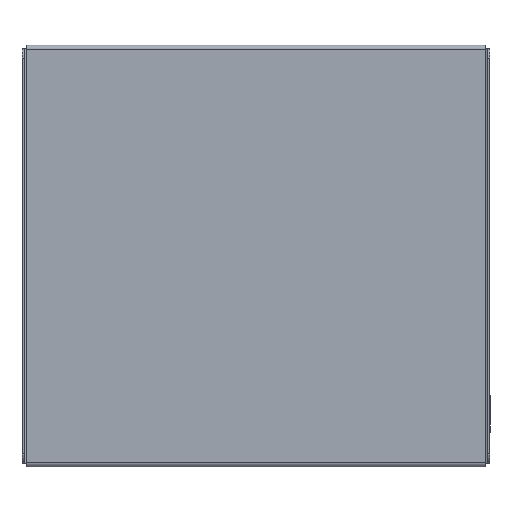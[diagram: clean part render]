
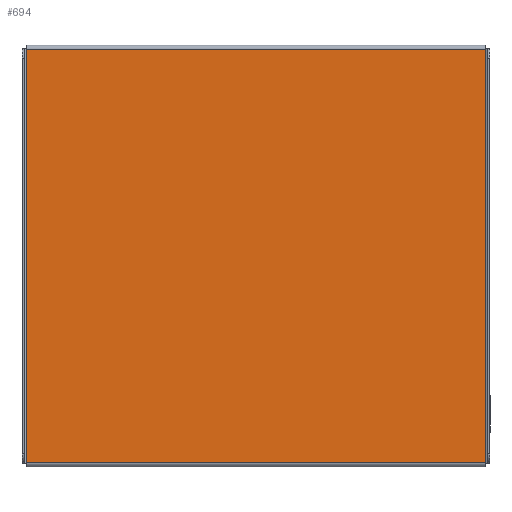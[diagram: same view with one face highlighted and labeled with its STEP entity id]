
A CAD part, front view. The second image highlights one B-rep face of the part: STEP entity #694.
In plain terms, the highlighted planar face has unit normal (0, -1, 0).
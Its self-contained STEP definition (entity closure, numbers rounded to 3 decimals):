
#6 = EDGE_LOOP ( 'NONE', ( #76, #1186, #2548, #805 ) ) ;
#76 = ORIENTED_EDGE ( 'NONE', *, *, #133, .T. ) ;
#133 = EDGE_CURVE ( 'NONE', #840, #2470, #405, .T. ) ;
#350 = EDGE_CURVE ( 'NONE', #2141, #1668, #2102, .T. ) ;
#405 = LINE ( 'NONE', #576, #771 ) ;
#438 = FACE_OUTER_BOUND ( 'NONE', #6, .T. ) ;
#576 = CARTESIAN_POINT ( 'NONE',  ( -119.8, -1.2, -107.8 ) ) ;
#649 = CARTESIAN_POINT ( 'NONE',  ( 119.8, -1.2, 107.8 ) ) ;
#674 = CARTESIAN_POINT ( 'NONE',  ( -119.8, -1.2, 107.8 ) ) ;
#694 = ADVANCED_FACE ( 'NONE', ( #438 ), #990, .F. ) ;
#703 = EDGE_CURVE ( 'NONE', #2141, #2470, #1027, .T. ) ;
#771 = VECTOR ( 'NONE', #964, 1000. ) ;
#805 = ORIENTED_EDGE ( 'NONE', *, *, #2105, .F. ) ;
#840 = VERTEX_POINT ( 'NONE', #1217 ) ;
#964 = DIRECTION ( 'NONE',  ( 1., 0., 0. ) ) ;
#990 = PLANE ( 'NONE',  #1541 ) ;
#1027 = LINE ( 'NONE', #1352, #1480 ) ;
#1050 = VECTOR ( 'NONE', #1636, 1000. ) ;
#1186 = ORIENTED_EDGE ( 'NONE', *, *, #703, .F. ) ;
#1217 = CARTESIAN_POINT ( 'NONE',  ( -119.8, -1.2, -107.8 ) ) ;
#1313 = LINE ( 'NONE', #2194, #1530 ) ;
#1352 = CARTESIAN_POINT ( 'NONE',  ( 119.8, -1.2, 108. ) ) ;
#1480 = VECTOR ( 'NONE', #1547, 1000. ) ;
#1530 = VECTOR ( 'NONE', #2185, 1000. ) ;
#1541 = AXIS2_PLACEMENT_3D ( 'NONE', #1960, #1953, #2183 ) ;
#1547 = DIRECTION ( 'NONE',  ( 0., 0., -1. ) ) ;
#1636 = DIRECTION ( 'NONE',  ( -1., 0., 0. ) ) ;
#1668 = VERTEX_POINT ( 'NONE', #674 ) ;
#1802 = CARTESIAN_POINT ( 'NONE',  ( 119.8, -1.2, 107.8 ) ) ;
#1953 = DIRECTION ( 'NONE',  ( 0., 1., 0. ) ) ;
#1960 = CARTESIAN_POINT ( 'NONE',  ( 0., -1.2, 0. ) ) ;
#2102 = LINE ( 'NONE', #649, #1050 ) ;
#2105 = EDGE_CURVE ( 'NONE', #840, #1668, #1313, .T. ) ;
#2141 = VERTEX_POINT ( 'NONE', #1802 ) ;
#2183 = DIRECTION ( 'NONE',  ( 0., 0., 1. ) ) ;
#2185 = DIRECTION ( 'NONE',  ( 0., 0., 1. ) ) ;
#2194 = CARTESIAN_POINT ( 'NONE',  ( -119.8, -1.2, -108. ) ) ;
#2470 = VERTEX_POINT ( 'NONE', #2494 ) ;
#2494 = CARTESIAN_POINT ( 'NONE',  ( 119.8, -1.2, -107.8 ) ) ;
#2548 = ORIENTED_EDGE ( 'NONE', *, *, #350, .T. ) ;
